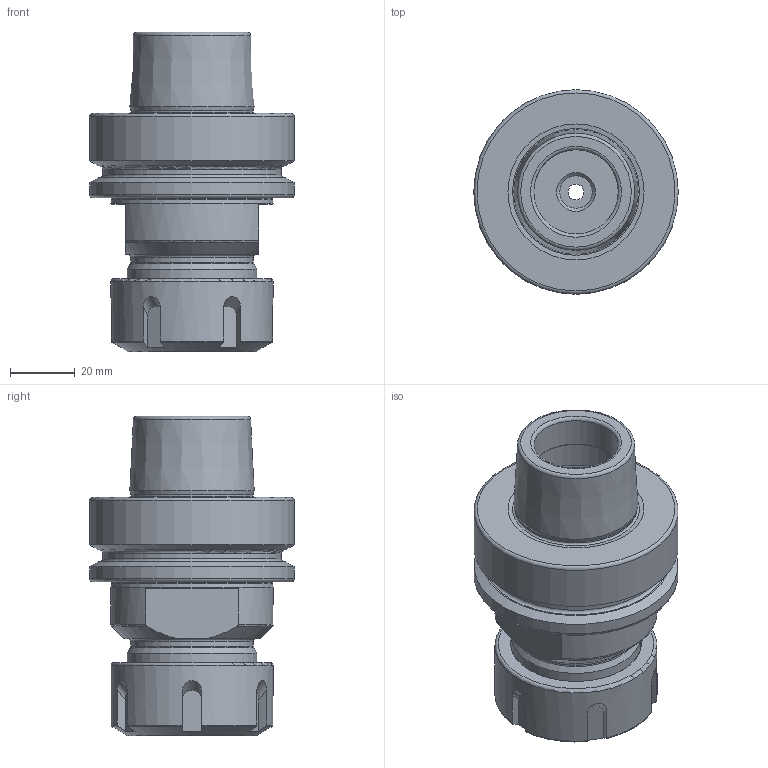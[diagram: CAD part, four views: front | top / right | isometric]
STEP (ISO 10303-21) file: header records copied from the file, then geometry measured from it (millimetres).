
FILE_DESCRIPTION(/* description */ ('Alibre Inc.'),/* implementation_level */ '2;1');
FILE_NAME(/* name */ 'export0',/* time_stamp */ '2016-07-16T12:42:12+02:00',/* author */ (''),/* organization */ (''),/* preprocessor_version */ 'ST-DEVELOPER v14',/* originating_system */ 'Alibre',/* authorisation */ '');
FILE_SCHEMA (('AUTOMOTIVE_DESIGN'));
Length unit declared in the file: millimetre
Bounding box: 63 x 63 x 98.4 mm (x, y, z)
Volume: 130495.2 mm3; surface area: 32316.1 mm2
Topology: 1 solids, 1 shells, 116 faces, 275 edges, 176 vertices
Faces by surface type: plane 40, torus 29, cylinder 21, cone 20, bspline 6
Full cylindrical faces by diameter (mm): 4.917 x1, 10 x1, 23.5 x1, 26 x1, 26.398 x1, 32 x2, 34.5 x1, 37.7 x1, 37.71 x1, 38.376 x1, 40 x1, 40.5 x1, 49.6 x1, 50 x2, 55 x1, 63 x2
Entity records: 3405 total; most frequent: CARTESIAN_POINT 1045, DIRECTION 399, ORIENTED_EDGE 388, AXIS2_PLACEMENT_3D 211, EDGE_CURVE 194, EDGE_LOOP 189, FACE_BOUND 189, VERTEX_POINT 153
